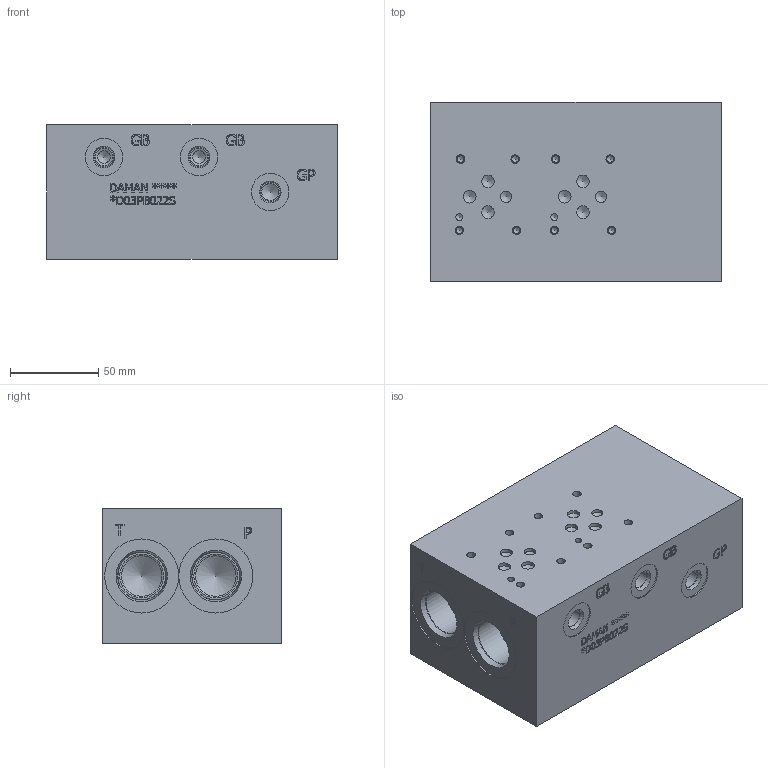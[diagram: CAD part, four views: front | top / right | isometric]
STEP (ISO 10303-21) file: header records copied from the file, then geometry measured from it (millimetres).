
FILE_DESCRIPTION(/* description */ (''),/* implementation_level */ '2;1');
FILE_NAME(/* name */ '_D03PB022S.stp',/* time_stamp */ '2021-01-21T13:44:50-05:00',/* author */ ('devonn'),/* organization */ (''),/* preprocessor_version */ 'ST-DEVELOPER v17',/* originating_system */ 'Autodesk Inventor 2019',/* authorisation */ '');
FILE_SCHEMA (('AUTOMOTIVE_DESIGN { 1 0 10303 214 3 1 1 }'));
Length unit declared in the file: millimetre
Products named in the file (1): Part_DD03PB022S_3D
Bounding box: 165.1 x 101.6 x 76.2 mm (x, y, z)
Volume: 1130662.6 mm3; surface area: 101884.5 mm2
Topology: 1 solids, 1 shells, 935 faces, 2551 edges, 1724 vertices
Faces by surface type: plane 476, bspline 277, cylinder 102, cone 80
Full cylindrical faces by diameter (mm): 3.785 x8, 3.962 x2, 4.826 x8, 6.35 x2, 7.137 x10, 7.925 x4, 9.525 x5, 9.881 x5, 11.125 x5, 15.875 x4, 17.501 x4, 19.05 x4, 19.253 x4, 21.285 x5, 23.012 x4, 24.917 x6, 26.99 x6, 27.432 x6, 30.632 x4, 42.037 x6
Entity records: 31599 total; most frequent: CARTESIAN_POINT 8775, ORIENTED_EDGE 5028, DIRECTION 3675, EDGE_CURVE 2514, VERTEX_POINT 1724, LINE 1563, VECTOR 1563, EDGE_LOOP 1078
